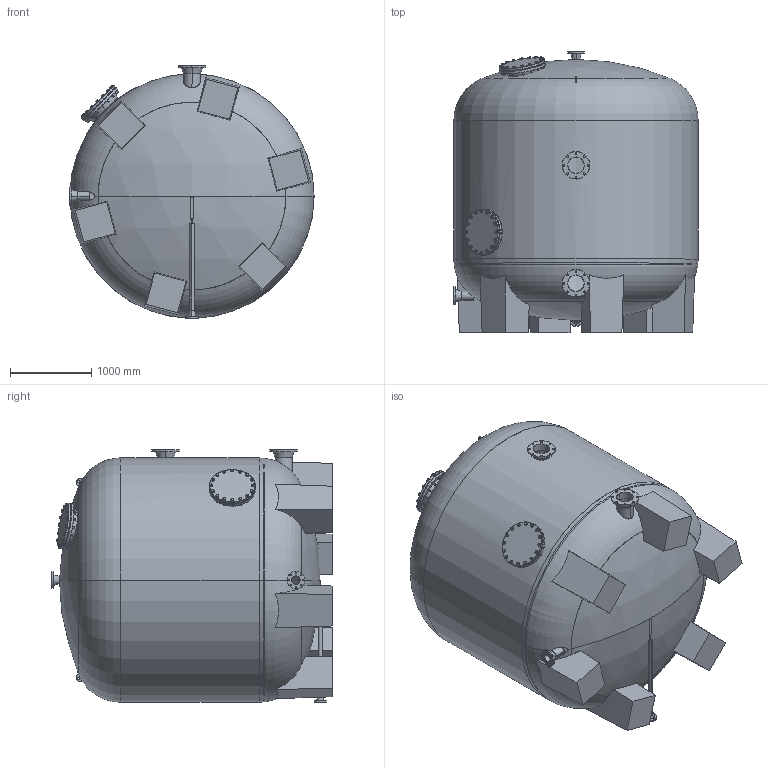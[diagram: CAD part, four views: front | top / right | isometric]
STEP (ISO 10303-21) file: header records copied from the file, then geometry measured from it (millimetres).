
FILE_DESCRIPTION (( 'STEP AP214' ), '1' );
FILE_NAME ('ind_atlantic_300_sb1200.STEP', '2020-12-03T11:18:12', ( '' ), ( '' ), 'SwSTEP 2.0', 'SolidWorks 2019', '' );
FILE_SCHEMA (( 'AUTOMOTIVE_DESIGN' ));
Length unit declared in the file: millimetre
Products named in the file (1): ind_atlantic_300_sb1200
Bounding box: 3000 x 3450 x 3100 mm (x, y, z)
Volume: 670912600.1 mm3; surface area: 94251043.8 mm2
Topology: 81 solids, 81 shells, 1311 faces, 2954 edges, 1848 vertices
Faces by surface type: cylinder 474, plane 452, cone 304, torus 57, bspline 16, sphere 8
Entity records: 58371 total; most frequent: CARTESIAN_POINT 13010, DIRECTION 6502, ORIENTED_EDGE 5908, EDGE_CURVE 2954, AXIS2_PLACEMENT_3D 2732, VERTEX_POINT 1848, EDGE_LOOP 1662, CIRCLE 1436
